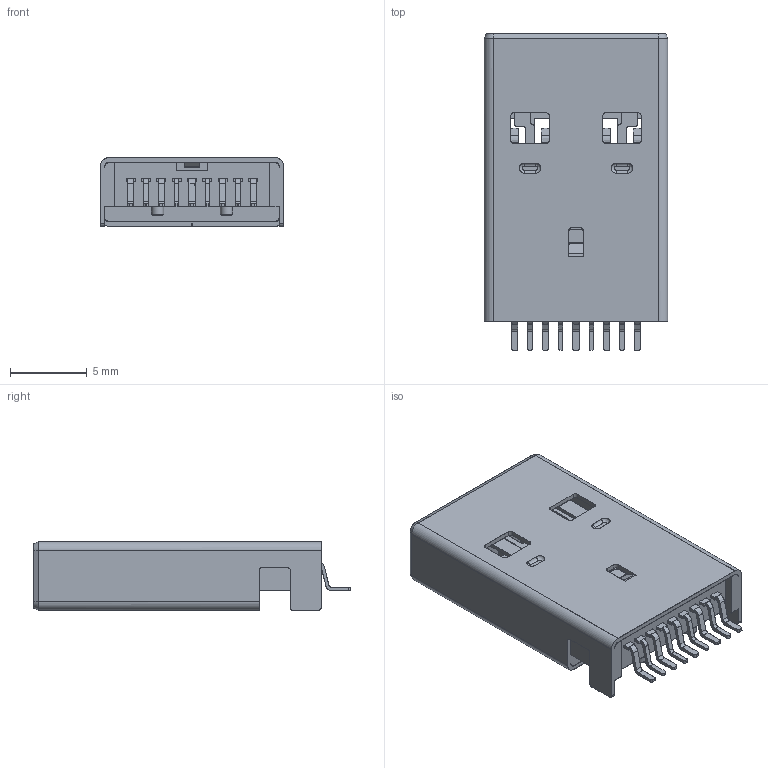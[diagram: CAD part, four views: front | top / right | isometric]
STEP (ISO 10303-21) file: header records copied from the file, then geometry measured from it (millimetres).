
FILE_DESCRIPTION(/* description */ (''),/* implementation_level */ '2;1');
FILE_NAME(/* name */ 'GSB316~1',/* time_stamp */ '2018-11-19T12:11:39+06:00',/* author */ (''),/* organization */ (''),/* preprocessor_version */ 'ST-DEVELOPER v15',/* originating_system */ '',/* authorisation */ '');
FILE_SCHEMA (('AUTOMOTIVE_DESIGN'));
Length unit declared in the file: millimetre
Products named in the file (1): Document
Bounding box: 12 x 20.65 x 4.5 mm (x, y, z)
Surface area: 1786.8 mm2 (no closed solid volume)
Topology: 0 solids, 684 shells, 684 faces, 1187 edges, 1187 vertices
Faces by surface type: plane 500, bspline 184
Entity records: 23406 total; most frequent: CARTESIAN_POINT 13252, ORIENTED_EDGE 1187, EDGE_CURVE 1187, VERTEX_POINT 1187, B_SPLINE_CURVE_WITH_KNOTS 841, EDGE_LOOP 747, PRESENTATION_LAYER_ASSIGNMENT 684, SHELL_BASED_SURFACE_MODEL 684
